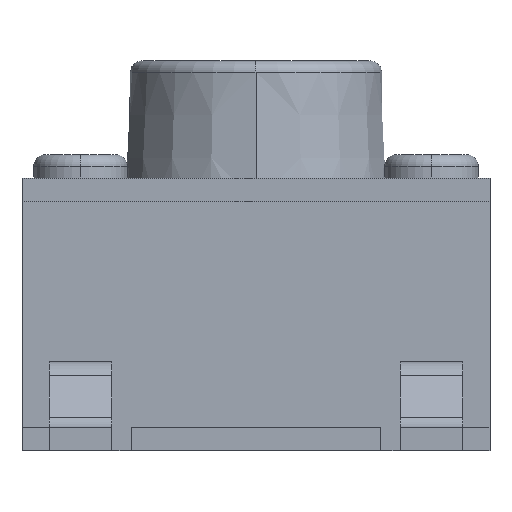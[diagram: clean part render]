
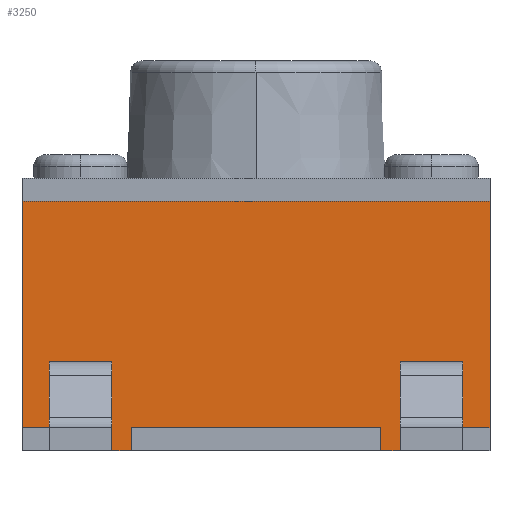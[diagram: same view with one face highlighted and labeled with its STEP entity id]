
A CAD part, left-side view. The second image highlights one B-rep face of the part: STEP entity #3250.
In plain terms, the highlighted planar face has unit normal (-1, 0, 0).
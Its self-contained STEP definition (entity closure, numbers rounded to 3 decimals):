
#3194 = VERTEX_POINT('',#3195);
#3195 = CARTESIAN_POINT('',(-3.,3.,0.3));
#3201 = EDGE_CURVE('',#3202,#3194,#3204,.T.);
#3202 = VERTEX_POINT('',#3203);
#3203 = CARTESIAN_POINT('',(-3.,3.,3.2));
#3204 = LINE('',#3205,#3206);
#3205 = CARTESIAN_POINT('',(-3.,3.,3.2));
#3206 = VECTOR('',#3207,1.);
#3207 = DIRECTION('',(-0.,-0.,-1.));
#3250 = ADVANCED_FACE('',(#3251,#3285,#3319),#3408,.F.);
#3251 = FACE_BOUND('',#3252,.T.);
#3252 = EDGE_LOOP('',(#3253,#3263,#3271,#3279));
#3253 = ORIENTED_EDGE('',*,*,#3254,.F.);
#3254 = EDGE_CURVE('',#3255,#3257,#3259,.T.);
#3255 = VERTEX_POINT('',#3256);
#3256 = CARTESIAN_POINT('',(-3.,-1.85,1.15));
#3257 = VERTEX_POINT('',#3258);
#3258 = CARTESIAN_POINT('',(-3.,-1.85,0.85));
#3259 = LINE('',#3260,#3261);
#3260 = CARTESIAN_POINT('',(-3.,-1.85,0.85));
#3261 = VECTOR('',#3262,1.);
#3262 = DIRECTION('',(0.,0.,-1.));
#3263 = ORIENTED_EDGE('',*,*,#3264,.F.);
#3264 = EDGE_CURVE('',#3265,#3255,#3267,.T.);
#3265 = VERTEX_POINT('',#3266);
#3266 = CARTESIAN_POINT('',(-3.,-2.65,1.15));
#3267 = LINE('',#3268,#3269);
#3268 = CARTESIAN_POINT('',(-3.,-2.65,1.15));
#3269 = VECTOR('',#3270,1.);
#3270 = DIRECTION('',(0.,1.,0.));
#3271 = ORIENTED_EDGE('',*,*,#3272,.F.);
#3272 = EDGE_CURVE('',#3273,#3265,#3275,.T.);
#3273 = VERTEX_POINT('',#3274);
#3274 = CARTESIAN_POINT('',(-3.,-2.65,0.85));
#3275 = LINE('',#3276,#3277);
#3276 = CARTESIAN_POINT('',(-3.,-2.65,0.85));
#3277 = VECTOR('',#3278,1.);
#3278 = DIRECTION('',(0.,0.,1.));
#3279 = ORIENTED_EDGE('',*,*,#3280,.F.);
#3280 = EDGE_CURVE('',#3257,#3273,#3281,.T.);
#3281 = LINE('',#3282,#3283);
#3282 = CARTESIAN_POINT('',(-3.,-2.65,0.85));
#3283 = VECTOR('',#3284,1.);
#3284 = DIRECTION('',(0.,-1.,0.));
#3285 = FACE_BOUND('',#3286,.T.);
#3286 = EDGE_LOOP('',(#3287,#3297,#3305,#3313));
#3287 = ORIENTED_EDGE('',*,*,#3288,.F.);
#3288 = EDGE_CURVE('',#3289,#3291,#3293,.T.);
#3289 = VERTEX_POINT('',#3290);
#3290 = CARTESIAN_POINT('',(-3.,1.85,0.85));
#3291 = VERTEX_POINT('',#3292);
#3292 = CARTESIAN_POINT('',(-3.,1.85,1.15));
#3293 = LINE('',#3294,#3295);
#3294 = CARTESIAN_POINT('',(-3.,1.85,0.85));
#3295 = VECTOR('',#3296,1.);
#3296 = DIRECTION('',(0.,0.,1.));
#3297 = ORIENTED_EDGE('',*,*,#3298,.F.);
#3298 = EDGE_CURVE('',#3299,#3289,#3301,.T.);
#3299 = VERTEX_POINT('',#3300);
#3300 = CARTESIAN_POINT('',(-3.,2.65,0.85));
#3301 = LINE('',#3302,#3303);
#3302 = CARTESIAN_POINT('',(-3.,2.65,0.85));
#3303 = VECTOR('',#3304,1.);
#3304 = DIRECTION('',(0.,-1.,0.));
#3305 = ORIENTED_EDGE('',*,*,#3306,.F.);
#3306 = EDGE_CURVE('',#3307,#3299,#3309,.T.);
#3307 = VERTEX_POINT('',#3308);
#3308 = CARTESIAN_POINT('',(-3.,2.65,1.15));
#3309 = LINE('',#3310,#3311);
#3310 = CARTESIAN_POINT('',(-3.,2.65,0.85));
#3311 = VECTOR('',#3312,1.);
#3312 = DIRECTION('',(0.,0.,-1.));
#3313 = ORIENTED_EDGE('',*,*,#3314,.F.);
#3314 = EDGE_CURVE('',#3291,#3307,#3315,.T.);
#3315 = LINE('',#3316,#3317);
#3316 = CARTESIAN_POINT('',(-3.,2.65,1.15));
#3317 = VECTOR('',#3318,1.);
#3318 = DIRECTION('',(0.,1.,0.));
#3319 = FACE_BOUND('',#3320,.T.);
#3320 = EDGE_LOOP('',(#3321,#3331,#3339,#3347,#3355,#3363,#3371,#3377,
    #3378,#3386,#3394,#3402));
#3321 = ORIENTED_EDGE('',*,*,#3322,.F.);
#3322 = EDGE_CURVE('',#3323,#3325,#3327,.T.);
#3323 = VERTEX_POINT('',#3324);
#3324 = CARTESIAN_POINT('',(-3.,-1.6,0.3));
#3325 = VERTEX_POINT('',#3326);
#3326 = CARTESIAN_POINT('',(-3.,1.6,0.3));
#3327 = LINE('',#3328,#3329);
#3328 = CARTESIAN_POINT('',(-3.,1.6,0.3));
#3329 = VECTOR('',#3330,1.);
#3330 = DIRECTION('',(0.,1.,0.));
#3331 = ORIENTED_EDGE('',*,*,#3332,.T.);
#3332 = EDGE_CURVE('',#3323,#3333,#3335,.T.);
#3333 = VERTEX_POINT('',#3334);
#3334 = CARTESIAN_POINT('',(-3.,-1.6,0.));
#3335 = LINE('',#3336,#3337);
#3336 = CARTESIAN_POINT('',(-3.,-1.6,0.3));
#3337 = VECTOR('',#3338,1.);
#3338 = DIRECTION('',(-0.,-0.,-1.));
#3339 = ORIENTED_EDGE('',*,*,#3340,.T.);
#3340 = EDGE_CURVE('',#3333,#3341,#3343,.T.);
#3341 = VERTEX_POINT('',#3342);
#3342 = CARTESIAN_POINT('',(-3.,-2.2,0.));
#3343 = LINE('',#3344,#3345);
#3344 = CARTESIAN_POINT('',(-3.,-3.,0.));
#3345 = VECTOR('',#3346,1.);
#3346 = DIRECTION('',(-0.,-1.,-0.));
#3347 = ORIENTED_EDGE('',*,*,#3348,.F.);
#3348 = EDGE_CURVE('',#3349,#3341,#3351,.T.);
#3349 = VERTEX_POINT('',#3350);
#3350 = CARTESIAN_POINT('',(-3.,-2.2,0.3));
#3351 = LINE('',#3352,#3353);
#3352 = CARTESIAN_POINT('',(-3.,-2.2,0.3));
#3353 = VECTOR('',#3354,1.);
#3354 = DIRECTION('',(-0.,-0.,-1.));
#3355 = ORIENTED_EDGE('',*,*,#3356,.F.);
#3356 = EDGE_CURVE('',#3357,#3349,#3359,.T.);
#3357 = VERTEX_POINT('',#3358);
#3358 = CARTESIAN_POINT('',(-3.,-3.,0.3));
#3359 = LINE('',#3360,#3361);
#3360 = CARTESIAN_POINT('',(-3.,-2.2,0.3));
#3361 = VECTOR('',#3362,1.);
#3362 = DIRECTION('',(0.,1.,0.));
#3363 = ORIENTED_EDGE('',*,*,#3364,.F.);
#3364 = EDGE_CURVE('',#3365,#3357,#3367,.T.);
#3365 = VERTEX_POINT('',#3366);
#3366 = CARTESIAN_POINT('',(-3.,-3.,3.2));
#3367 = LINE('',#3368,#3369);
#3368 = CARTESIAN_POINT('',(-3.,-3.,3.2));
#3369 = VECTOR('',#3370,1.);
#3370 = DIRECTION('',(-0.,-0.,-1.));
#3371 = ORIENTED_EDGE('',*,*,#3372,.F.);
#3372 = EDGE_CURVE('',#3202,#3365,#3373,.T.);
#3373 = LINE('',#3374,#3375);
#3374 = CARTESIAN_POINT('',(-3.,-3.,3.2));
#3375 = VECTOR('',#3376,1.);
#3376 = DIRECTION('',(-0.,-1.,-0.));
#3377 = ORIENTED_EDGE('',*,*,#3201,.T.);
#3378 = ORIENTED_EDGE('',*,*,#3379,.F.);
#3379 = EDGE_CURVE('',#3380,#3194,#3382,.T.);
#3380 = VERTEX_POINT('',#3381);
#3381 = CARTESIAN_POINT('',(-3.,2.2,0.3));
#3382 = LINE('',#3383,#3384);
#3383 = CARTESIAN_POINT('',(-3.,3.,0.3));
#3384 = VECTOR('',#3385,1.);
#3385 = DIRECTION('',(0.,1.,0.));
#3386 = ORIENTED_EDGE('',*,*,#3387,.T.);
#3387 = EDGE_CURVE('',#3380,#3388,#3390,.T.);
#3388 = VERTEX_POINT('',#3389);
#3389 = CARTESIAN_POINT('',(-3.,2.2,0.));
#3390 = LINE('',#3391,#3392);
#3391 = CARTESIAN_POINT('',(-3.,2.2,0.3));
#3392 = VECTOR('',#3393,1.);
#3393 = DIRECTION('',(-0.,-0.,-1.));
#3394 = ORIENTED_EDGE('',*,*,#3395,.T.);
#3395 = EDGE_CURVE('',#3388,#3396,#3398,.T.);
#3396 = VERTEX_POINT('',#3397);
#3397 = CARTESIAN_POINT('',(-3.,1.6,0.));
#3398 = LINE('',#3399,#3400);
#3399 = CARTESIAN_POINT('',(-3.,-3.,0.));
#3400 = VECTOR('',#3401,1.);
#3401 = DIRECTION('',(-0.,-1.,-0.));
#3402 = ORIENTED_EDGE('',*,*,#3403,.F.);
#3403 = EDGE_CURVE('',#3325,#3396,#3404,.T.);
#3404 = LINE('',#3405,#3406);
#3405 = CARTESIAN_POINT('',(-3.,1.6,0.3));
#3406 = VECTOR('',#3407,1.);
#3407 = DIRECTION('',(-0.,-0.,-1.));
#3408 = PLANE('',#3409);
#3409 = AXIS2_PLACEMENT_3D('',#3410,#3411,#3412);
#3410 = CARTESIAN_POINT('',(-3.,-3.,3.2));
#3411 = DIRECTION('',(1.,0.,0.));
#3412 = DIRECTION('',(0.,0.,-1.));
